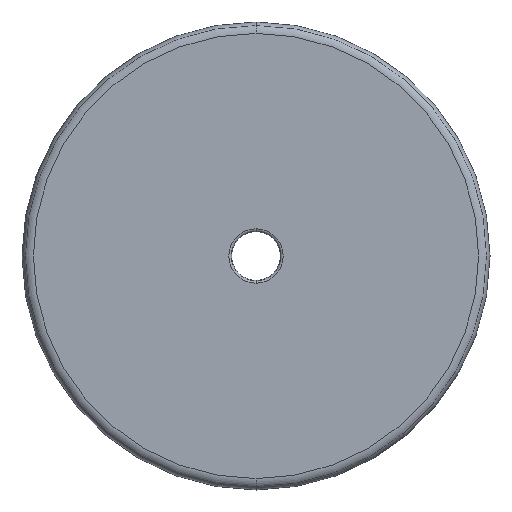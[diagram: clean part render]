
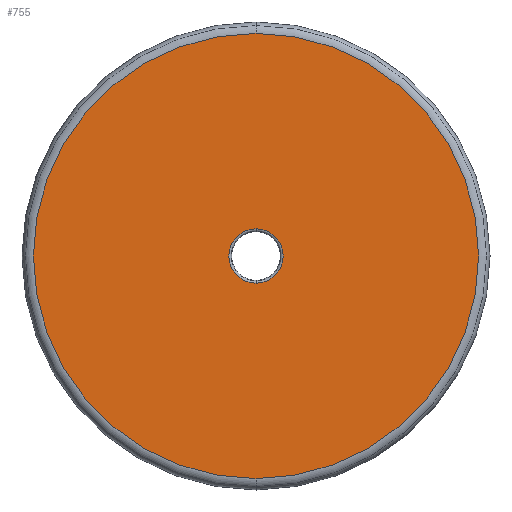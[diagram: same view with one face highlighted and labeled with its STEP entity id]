
A CAD part, front view. The second image highlights one B-rep face of the part: STEP entity #755.
In plain terms, the highlighted planar face has unit normal (0, -1, 0).
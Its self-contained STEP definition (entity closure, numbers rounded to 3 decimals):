
#334=CARTESIAN_POINT('',(0.,-1.5,0.));
#335=DIRECTION('',(0.,1.,0.));
#336=DIRECTION('',(0.,0.,1.));
#337=AXIS2_PLACEMENT_3D('',#334,#335,#336);
#342=CARTESIAN_POINT('',(0.,-1.5,0.));
#343=DIRECTION('',(0.,1.,0.));
#344=DIRECTION('',(0.,0.,-1.));
#345=AXIS2_PLACEMENT_3D('',#342,#343,#344);
#350=CARTESIAN_POINT('',(0.,-1.5,0.));
#351=DIRECTION('',(0.,-1.,0.));
#352=DIRECTION('',(0.,0.,1.));
#353=AXIS2_PLACEMENT_3D('',#350,#351,#352);
#358=CARTESIAN_POINT('',(0.,-1.5,0.));
#359=DIRECTION('',(0.,-1.,0.));
#360=DIRECTION('',(0.,0.,-1.));
#361=AXIS2_PLACEMENT_3D('',#358,#359,#360);
#442=CARTESIAN_POINT('',(0.,-1.5,23.783));
#444=VERTEX_POINT('',#442);
#448=CARTESIAN_POINT('',(0.,-1.5,-23.783));
#449=VERTEX_POINT('',#448);
#462=CARTESIAN_POINT('',(0.,-1.5,-2.9));
#463=VERTEX_POINT('',#462);
#464=CARTESIAN_POINT('',(0.,-1.5,2.9));
#465=VERTEX_POINT('',#464);
#739=CARTESIAN_POINT('',(0.,-1.5,0.));
#740=DIRECTION('',(0.,1.,0.));
#741=DIRECTION('',(0.,0.,1.));
#742=AXIS2_PLACEMENT_3D('',#739,#740,#741);
#743=PLANE('',#742);
#745=ORIENTED_EDGE('',*,*,#744,.F.);
#747=ORIENTED_EDGE('',*,*,#746,.F.);
#748=EDGE_LOOP('',(#745,#747));
#749=FACE_OUTER_BOUND('',#748,.F.);
#751=ORIENTED_EDGE('',*,*,#750,.F.);
#752=ORIENTED_EDGE('',*,*,#729,.F.);
#753=EDGE_LOOP('',(#751,#752));
#754=FACE_BOUND('',#753,.F.);
#755=ADVANCED_FACE('',(#749,#754),#743,.F.);
#338=CIRCLE('',#337,2.9);
#346=CIRCLE('',#345,2.9);
#354=CIRCLE('',#353,23.783);
#362=CIRCLE('',#361,23.783);
#729=EDGE_CURVE('',#463,#465,#346,.T.);
#744=EDGE_CURVE('',#444,#449,#354,.T.);
#746=EDGE_CURVE('',#449,#444,#362,.T.);
#750=EDGE_CURVE('',#465,#463,#338,.T.);
